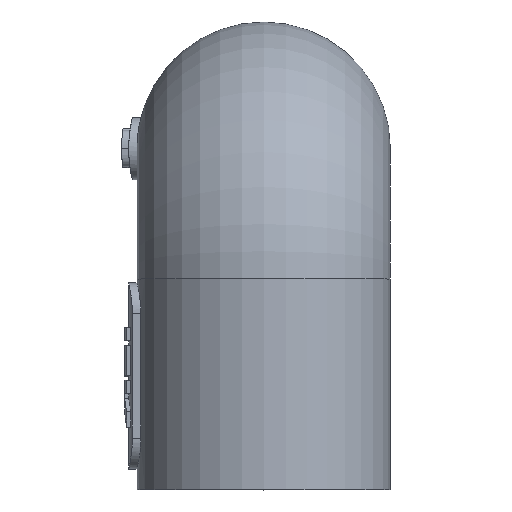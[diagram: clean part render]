
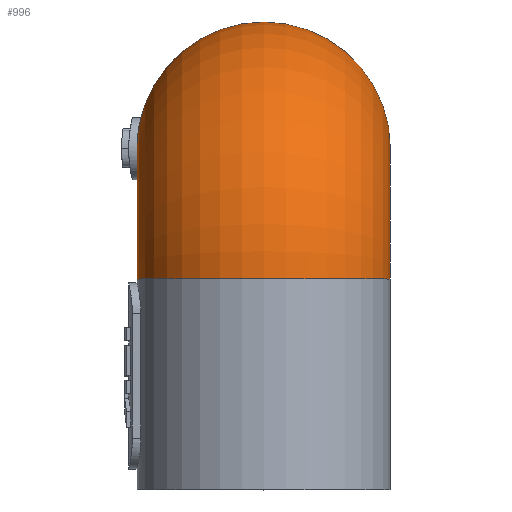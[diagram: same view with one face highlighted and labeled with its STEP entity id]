
A CAD part, top view. The second image highlights one B-rep face of the part: STEP entity #996.
In plain terms, the highlighted toroidal (fillet/blend) face has major radius 12.625 mm and minor radius 12.25 mm.
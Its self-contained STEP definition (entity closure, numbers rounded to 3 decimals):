
#111 = FACE_OUTER_BOUND ( 'NONE', #844, .T. ) ;
#119 = TOROIDAL_SURFACE ( 'NONE', #313, 12.625, 12.25 ) ;
#179 = FACE_OUTER_BOUND ( 'NONE', #1729, .T. ) ;
#313 = AXIS2_PLACEMENT_3D ( 'NONE', #2459, #475, #3275 ) ;
#380 = CIRCLE ( 'NONE', #862, 12.25 ) ;
#475 = DIRECTION ( 'NONE',  ( 1., 0., 0. ) ) ;
#729 = ORIENTED_EDGE ( 'NONE', *, *, #3132, .T. ) ;
#844 = EDGE_LOOP ( 'NONE', ( #3044 ) ) ;
#862 = AXIS2_PLACEMENT_3D ( 'NONE', #4591, #2337, #4890 ) ;
#996 = ADVANCED_FACE ( 'NONE', ( #179, #111 ), #119, .T. ) ;
#1068 = AXIS2_PLACEMENT_3D ( 'NONE', #2338, #4892, #2731 ) ;
#1085 = VERTEX_POINT ( 'NONE', #1432 ) ;
#1432 = CARTESIAN_POINT ( 'NONE',  ( 12.25, 0., -12.625 ) ) ;
#1729 = EDGE_LOOP ( 'NONE', ( #729 ) ) ;
#2337 = DIRECTION ( 'NONE',  ( 0., 0., 1. ) ) ;
#2338 = CARTESIAN_POINT ( 'NONE',  ( 0., -12.625, 0. ) ) ;
#2459 = CARTESIAN_POINT ( 'NONE',  ( 0., -12.625, -12.625 ) ) ;
#2731 = DIRECTION ( 'NONE',  ( 1., 0., 0. ) ) ;
#2831 = EDGE_CURVE ( 'NONE', #3030, #3030, #3872, .T. ) ;
#3030 = VERTEX_POINT ( 'NONE', #3456 ) ;
#3044 = ORIENTED_EDGE ( 'NONE', *, *, #2831, .F. ) ;
#3132 = EDGE_CURVE ( 'NONE', #1085, #1085, #380, .T. ) ;
#3275 = DIRECTION ( 'NONE',  ( 0., 0., -1. ) ) ;
#3456 = CARTESIAN_POINT ( 'NONE',  ( 12.25, -12.625, 0. ) ) ;
#3872 = CIRCLE ( 'NONE', #1068, 12.25 ) ;
#4591 = CARTESIAN_POINT ( 'NONE',  ( 0., 0., -12.625 ) ) ;
#4890 = DIRECTION ( 'NONE',  ( 1., 0., 0. ) ) ;
#4892 = DIRECTION ( 'NONE',  ( 0., -1., 0. ) ) ;
